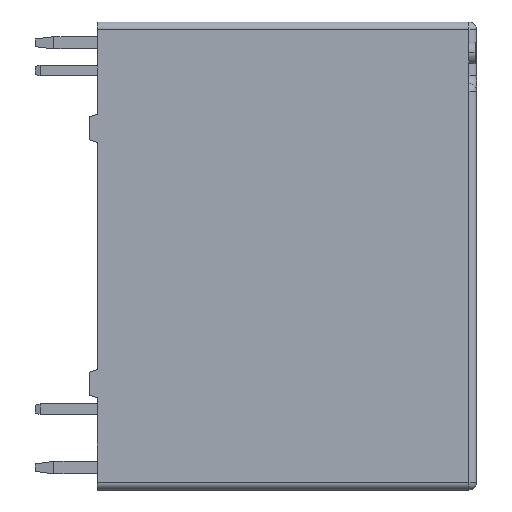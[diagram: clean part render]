
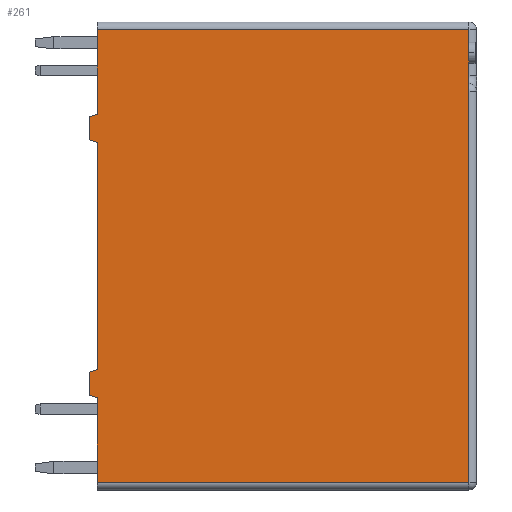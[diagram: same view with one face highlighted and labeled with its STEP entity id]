
A CAD part, left-side view. The second image highlights one B-rep face of the part: STEP entity #261.
In plain terms, the highlighted planar face has unit normal (-1, 0, 0).
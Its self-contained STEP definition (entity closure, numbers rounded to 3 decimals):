
#134=PLANE('',#2955);
#261=ADVANCED_FACE('',(#453),#134,.T.);
#453=FACE_OUTER_BOUND('',#616,.T.);
#616=EDGE_LOOP('',(#1497,#1498,#1499,#1500,#1501,#1502,#1503,#1504,#1505,
#1506,#1507,#1508,#1509));
#859=LINE('',#4164,#1159);
#860=LINE('',#4167,#1160);
#861=LINE('',#4169,#1161);
#862=LINE('',#4171,#1162);
#863=LINE('',#4173,#1163);
#864=LINE('',#4175,#1164);
#865=LINE('',#4177,#1165);
#866=LINE('',#4179,#1166);
#867=LINE('',#4181,#1167);
#868=LINE('',#4183,#1168);
#869=LINE('',#4185,#1169);
#870=LINE('',#4187,#1170);
#871=LINE('',#4189,#1171);
#1159=VECTOR('',#3312,1.);
#1160=VECTOR('',#3313,1.);
#1161=VECTOR('',#3314,1.);
#1162=VECTOR('',#3315,1.);
#1163=VECTOR('',#3316,1.);
#1164=VECTOR('',#3317,1.);
#1165=VECTOR('',#3318,1.);
#1166=VECTOR('',#3319,1.);
#1167=VECTOR('',#3320,1.);
#1168=VECTOR('',#3321,1.);
#1169=VECTOR('',#3322,1.);
#1170=VECTOR('',#3323,1.);
#1171=VECTOR('',#3324,1.);
#1497=ORIENTED_EDGE('',*,*,#2539,.T.);
#1498=ORIENTED_EDGE('',*,*,#2540,.F.);
#1499=ORIENTED_EDGE('',*,*,#2541,.F.);
#1500=ORIENTED_EDGE('',*,*,#2542,.F.);
#1501=ORIENTED_EDGE('',*,*,#2543,.F.);
#1502=ORIENTED_EDGE('',*,*,#2544,.F.);
#1503=ORIENTED_EDGE('',*,*,#2545,.F.);
#1504=ORIENTED_EDGE('',*,*,#2546,.F.);
#1505=ORIENTED_EDGE('',*,*,#2547,.F.);
#1506=ORIENTED_EDGE('',*,*,#2548,.F.);
#1507=ORIENTED_EDGE('',*,*,#2549,.T.);
#1508=ORIENTED_EDGE('',*,*,#2550,.T.);
#1509=ORIENTED_EDGE('',*,*,#2551,.F.);
#2275=VERTEX_POINT('',#4165);
#2276=VERTEX_POINT('',#4166);
#2277=VERTEX_POINT('',#4168);
#2278=VERTEX_POINT('',#4170);
#2279=VERTEX_POINT('',#4172);
#2280=VERTEX_POINT('',#4174);
#2281=VERTEX_POINT('',#4176);
#2282=VERTEX_POINT('',#4178);
#2283=VERTEX_POINT('',#4180);
#2284=VERTEX_POINT('',#4182);
#2285=VERTEX_POINT('',#4184);
#2286=VERTEX_POINT('',#4186);
#2287=VERTEX_POINT('',#4188);
#2539=EDGE_CURVE('',#2275,#2276,#859,.T.);
#2540=EDGE_CURVE('',#2277,#2276,#860,.T.);
#2541=EDGE_CURVE('',#2278,#2277,#861,.T.);
#2542=EDGE_CURVE('',#2279,#2278,#862,.T.);
#2543=EDGE_CURVE('',#2280,#2279,#863,.T.);
#2544=EDGE_CURVE('',#2281,#2280,#864,.T.);
#2545=EDGE_CURVE('',#2282,#2281,#865,.T.);
#2546=EDGE_CURVE('',#2283,#2282,#866,.T.);
#2547=EDGE_CURVE('',#2284,#2283,#867,.T.);
#2548=EDGE_CURVE('',#2285,#2284,#868,.T.);
#2549=EDGE_CURVE('',#2285,#2286,#869,.T.);
#2550=EDGE_CURVE('',#2286,#2287,#870,.T.);
#2551=EDGE_CURVE('',#2275,#2287,#871,.T.);
#2955=AXIS2_PLACEMENT_3D('',#4190,#3325,#3326);
#3312=DIRECTION('',(0.,1.,0.));
#3313=DIRECTION('',(0.,0.,1.));
#3314=DIRECTION('',(0.,-0.958,0.287));
#3315=DIRECTION('',(0.,0.,1.));
#3316=DIRECTION('',(0.,0.958,0.287));
#3317=DIRECTION('',(0.,0.,1.));
#3318=DIRECTION('',(0.,-0.958,0.287));
#3319=DIRECTION('',(0.,0.,1.));
#3320=DIRECTION('',(0.,0.958,0.287));
#3321=DIRECTION('',(0.,0.,1.));
#3322=DIRECTION('',(0.,-1.,0.));
#3323=DIRECTION('',(0.,0.,1.));
#3324=DIRECTION('',(0.,0.,-1.));
#3325=DIRECTION('',(-1.,0.,0.));
#3326=DIRECTION('',(0.,0.,-1.));
#4164=CARTESIAN_POINT('',(-8.,-1.35,14.7));
#4165=CARTESIAN_POINT('',(-8.,-1.35,14.7));
#4166=CARTESIAN_POINT('',(-8.,22.8,14.7));
#4167=CARTESIAN_POINT('',(-8.,22.8,9.2));
#4168=CARTESIAN_POINT('',(-8.,22.8,9.2));
#4169=CARTESIAN_POINT('',(-8.,23.3,9.05));
#4170=CARTESIAN_POINT('',(-8.,23.3,9.05));
#4171=CARTESIAN_POINT('',(-8.,23.3,7.55));
#4172=CARTESIAN_POINT('',(-8.,23.3,7.55));
#4173=CARTESIAN_POINT('',(-8.,22.8,7.4));
#4174=CARTESIAN_POINT('',(-8.,22.8,7.4));
#4175=CARTESIAN_POINT('',(-8.,22.8,-7.4));
#4176=CARTESIAN_POINT('',(-8.,22.8,-7.4));
#4177=CARTESIAN_POINT('',(-8.,23.3,-7.55));
#4178=CARTESIAN_POINT('',(-8.,23.3,-7.55));
#4179=CARTESIAN_POINT('',(-8.,23.3,-9.05));
#4180=CARTESIAN_POINT('',(-8.,23.3,-9.05));
#4181=CARTESIAN_POINT('',(-8.,22.8,-9.2));
#4182=CARTESIAN_POINT('',(-8.,22.8,-9.2));
#4183=CARTESIAN_POINT('',(-8.,22.8,-14.7));
#4184=CARTESIAN_POINT('',(-8.,22.8,-14.7));
#4185=CARTESIAN_POINT('',(-8.,22.8,-14.7));
#4186=CARTESIAN_POINT('',(-8.,-1.35,-14.7));
#4187=CARTESIAN_POINT('',(-8.,-1.35,-14.7));
#4188=CARTESIAN_POINT('',(-8.,-1.35,10.7));
#4189=CARTESIAN_POINT('',(-8.,-1.35,14.7));
#4190=CARTESIAN_POINT('',(-8.,0.,-15.2));
